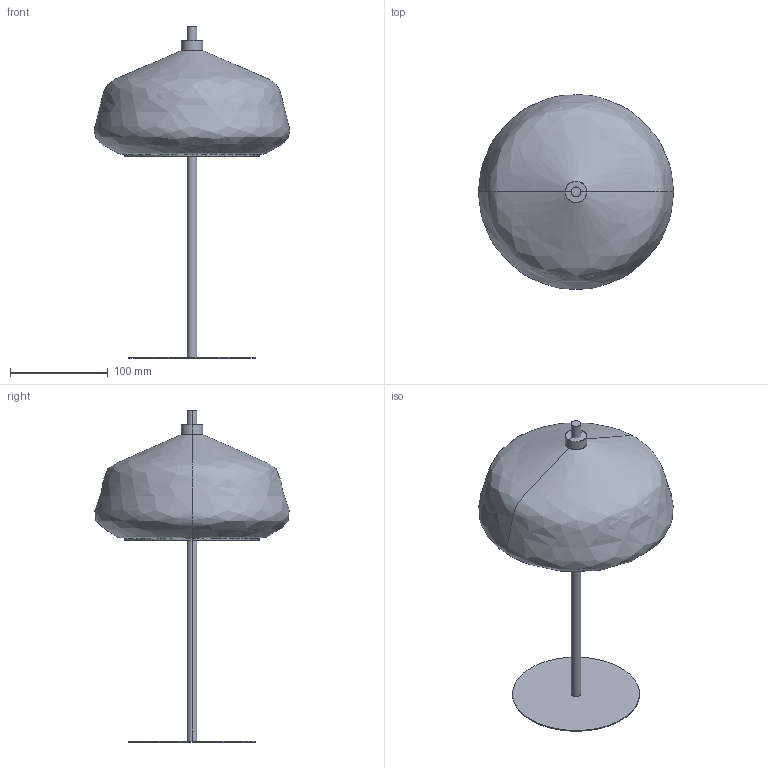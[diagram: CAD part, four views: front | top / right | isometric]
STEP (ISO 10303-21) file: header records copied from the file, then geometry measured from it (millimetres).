
FILE_DESCRIPTION(/* description */ (''),/* implementation_level */ '2;1');
FILE_NAME(/* name */ 'KIT.M.3_X-RAY',/* time_stamp */ '2024-04-09T17:24:44+02:00',/* author */ (''),/* organization */ (''),/* preprocessor_version */ 'ST-DEVELOPER v16.5',/* originating_system */ 'Rhino 7.15',/* authorisation */ '');
FILE_SCHEMA (('CONFIG_CONTROL_DESIGN'));
Length unit declared in the file: millimetre
Products named in the file (1): Document
Bounding box: 199.98 x 198.91 x 340 mm (x, y, z)
Volume: 65368.6 mm3; surface area: 252198.8 mm2
Topology: 4 solids, 6 shells, 45 faces, 97 edges, 57 vertices
Faces by surface type: bspline 26, cylinder 14, plane 5
Entity records: 1796 total; most frequent: CARTESIAN_POINT 1169, ORIENTED_EDGE 162, EDGE_CURVE 84, VERTEX_POINT 48, ADVANCED_FACE 45, FACE_OUTER_BOUND 45, EDGE_LOOP 45, B_SPLINE_CURVE_WITH_KNOTS 28
